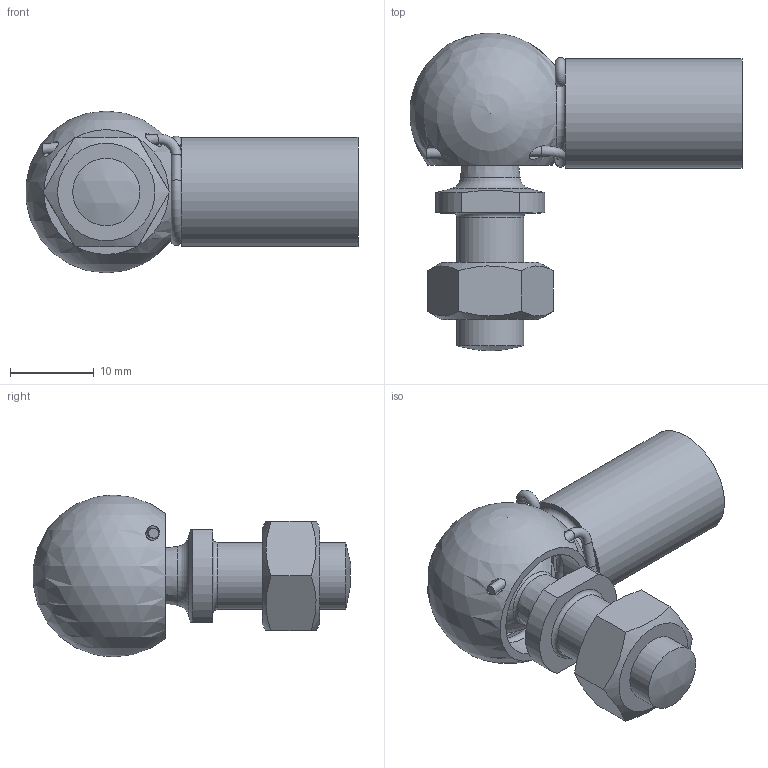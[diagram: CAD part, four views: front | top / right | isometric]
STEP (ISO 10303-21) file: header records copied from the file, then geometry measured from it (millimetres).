
FILE_DESCRIPTION((''),'2;1');
FILE_NAME('0819-Winkelgelenk-WGA3M8BL.stp','2012-07-16T09:57:43',('CADNEU'),(''),'Autodesk Inventor 2012','Autodesk Inventor 2012','');
FILE_SCHEMA(('AUTOMOTIVE_DESIGN { 1 0 10303 214 1 1 1 1 }'));
Length unit declared in the file: millimetre
Products named in the file (7): WGA3M8BL; PFP3M8SBBL; Buegel_13; Sperngring-D13; KB13M8x16.5BL; DIN EN 24032 M8
Assembly tree (6 placements, depth 3):
  WGA3M8BL
    PFP3M8SBBL
      PFP3M8SBBL
      Buegel_13
      Sperngring-D13
    KB13M8x16.5BL
    DIN EN 24032 M8
Bounding box: 39.57 x 37.84 x 19.3 mm (x, y, z)
Volume: 7131.4 mm3; surface area: 5391.1 mm2
Topology: 5 solids, 5 shells, 56 faces, 113 edges, 72 vertices
Faces by surface type: plane 22, cylinder 14, cone 8, torus 8, sphere 4
Full cylindrical faces by diameter (mm): 1.2 x3, 1.6 x2, 6.647 x2, 8 x1, 13 x3, 16.2 x1
Entity records: 1588 total; most frequent: CARTESIAN_POINT 403, DIRECTION 234, ORIENTED_EDGE 144, AXIS2_PLACEMENT_3D 111, EDGE_LOOP 98, EDGE_CURVE 72, VERTEX_POINT 62, FACE_OUTER_BOUND 56
